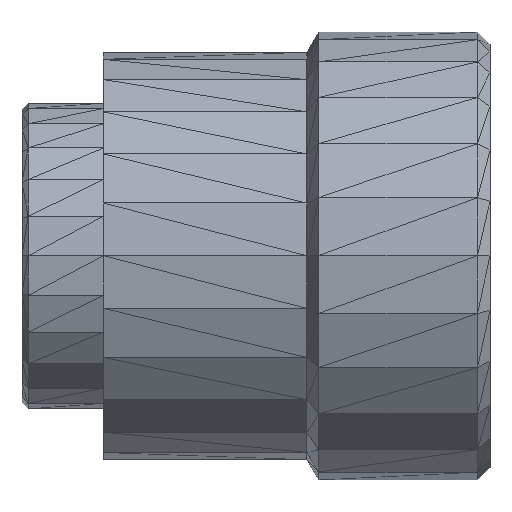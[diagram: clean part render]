
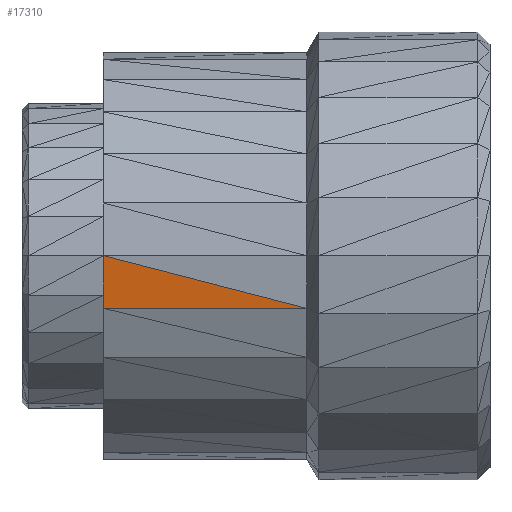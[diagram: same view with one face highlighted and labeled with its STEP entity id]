
A CAD part, top view. The second image highlights one B-rep face of the part: STEP entity #17310.
In plain terms, the highlighted planar face has unit normal (0, -0.131, 0.991).
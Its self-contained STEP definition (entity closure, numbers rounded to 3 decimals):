
#13759 = VERTEX_POINT('',#13760);
#13760 = CARTESIAN_POINT('',(0.118,0.324,
    0.618));
#14945 = PLANE('',#14946);
#14946 = AXIS2_PLACEMENT_3D('',#14947,#14948,#14949);
#14947 = CARTESIAN_POINT('',(0.281,0.302,0.615)
  );
#14948 = DIRECTION('',(0.,-0.131,0.991)
  );
#14949 = DIRECTION('',(0.,0.991,0.131));
#15846 = VERTEX_POINT('',#15847);
#15847 = CARTESIAN_POINT('',(0.412,0.247,
    0.608));
#16155 = PLANE('',#16156);
#16156 = AXIS2_PLACEMENT_3D('',#16157,#16158,#16159);
#16157 = CARTESIAN_POINT('',(0.118,0.281,0.587
    ));
#16158 = DIRECTION('',(-1.,0.,0.));
#16159 = DIRECTION('',(0.,0.,-1.));
#16172 = EDGE_CURVE('',#13759,#15846,#16173,.T.);
#16173 = SURFACE_CURVE('',#16174,(#16178,#16185),.PCURVE_S1.);
#16174 = LINE('',#16175,#16176);
#16175 = CARTESIAN_POINT('',(0.118,0.324,
    0.618));
#16176 = VECTOR('',#16177,1.);
#16177 = DIRECTION('',(0.968,-0.25,
    -0.033));
#16178 = PCURVE('',#14945,#16179);
#16179 = DEFINITIONAL_REPRESENTATION('',(#16180),#16184);
#16180 = LINE('',#16181,#16182);
#16181 = CARTESIAN_POINT('',(0.022,0.164));
#16182 = VECTOR('',#16183,1.);
#16183 = DIRECTION('',(-0.253,-0.968));
#16184 = ( GEOMETRIC_REPRESENTATION_CONTEXT(2) 
PARAMETRIC_REPRESENTATION_CONTEXT() REPRESENTATION_CONTEXT('2D SPACE',''
  ) );
#16185 = PCURVE('',#16186,#16191);
#16186 = PLANE('',#16187);
#16187 = AXIS2_PLACEMENT_3D('',#16188,#16189,#16190);
#16188 = CARTESIAN_POINT('',(0.248,0.269,
    0.61));
#16189 = DIRECTION('',(0.,-0.131,
    0.991));
#16190 = DIRECTION('',(0.,0.991,0.131));
#16191 = DEFINITIONAL_REPRESENTATION('',(#16192),#16196);
#16192 = LINE('',#16193,#16194);
#16193 = CARTESIAN_POINT('',(0.055,0.13));
#16194 = VECTOR('',#16195,1.);
#16195 = DIRECTION('',(-0.253,-0.968));
#16196 = ( GEOMETRIC_REPRESENTATION_CONTEXT(2) 
PARAMETRIC_REPRESENTATION_CONTEXT() REPRESENTATION_CONTEXT('2D SPACE',''
  ) );
#17262 = VERTEX_POINT('',#17263);
#17263 = CARTESIAN_POINT('',(0.118,0.247,
    0.608));
#17289 = EDGE_CURVE('',#17262,#13759,#17290,.T.);
#17290 = SURFACE_CURVE('',#17291,(#17295,#17302),.PCURVE_S1.);
#17291 = LINE('',#17292,#17293);
#17292 = CARTESIAN_POINT('',(0.118,0.247,
    0.608));
#17293 = VECTOR('',#17294,1.);
#17294 = DIRECTION('',(0.,0.991,0.131));
#17295 = PCURVE('',#16155,#17296);
#17296 = DEFINITIONAL_REPRESENTATION('',(#17297),#17301);
#17297 = LINE('',#17298,#17299);
#17298 = CARTESIAN_POINT('',(-0.021,0.033));
#17299 = VECTOR('',#17300,1.);
#17300 = DIRECTION('',(-0.131,-0.991));
#17301 = ( GEOMETRIC_REPRESENTATION_CONTEXT(2) 
PARAMETRIC_REPRESENTATION_CONTEXT() REPRESENTATION_CONTEXT('2D SPACE',''
  ) );
#17302 = PCURVE('',#16186,#17303);
#17303 = DEFINITIONAL_REPRESENTATION('',(#17304),#17308);
#17304 = LINE('',#17305,#17306);
#17305 = CARTESIAN_POINT('',(-0.022,0.13));
#17306 = VECTOR('',#17307,1.);
#17307 = DIRECTION('',(1.,0.));
#17308 = ( GEOMETRIC_REPRESENTATION_CONTEXT(2) 
PARAMETRIC_REPRESENTATION_CONTEXT() REPRESENTATION_CONTEXT('2D SPACE',''
  ) );
#17310 = ADVANCED_FACE('',(#17311),#16186,.T.);
#17311 = FACE_BOUND('',#17312,.T.);
#17312 = EDGE_LOOP('',(#17313,#17314,#17340));
#17313 = ORIENTED_EDGE('',*,*,#17289,.F.);
#17314 = ORIENTED_EDGE('',*,*,#17315,.T.);
#17315 = EDGE_CURVE('',#17262,#15846,#17316,.T.);
#17316 = SURFACE_CURVE('',#17317,(#17321,#17328),.PCURVE_S1.);
#17317 = LINE('',#17318,#17319);
#17318 = CARTESIAN_POINT('',(0.118,0.247,
    0.608));
#17319 = VECTOR('',#17320,1.);
#17320 = DIRECTION('',(1.,0.,0.));
#17321 = PCURVE('',#16186,#17322);
#17322 = DEFINITIONAL_REPRESENTATION('',(#17323),#17327);
#17323 = LINE('',#17324,#17325);
#17324 = CARTESIAN_POINT('',(-0.022,0.13));
#17325 = VECTOR('',#17326,1.);
#17326 = DIRECTION('',(0.,-1.));
#17327 = ( GEOMETRIC_REPRESENTATION_CONTEXT(2) 
PARAMETRIC_REPRESENTATION_CONTEXT() REPRESENTATION_CONTEXT('2D SPACE',''
  ) );
#17328 = PCURVE('',#17329,#17334);
#17329 = PLANE('',#17330);
#17330 = AXIS2_PLACEMENT_3D('',#17331,#17332,#17333);
#17331 = CARTESIAN_POINT('',(0.281,0.227,0.599
    ));
#17332 = DIRECTION('',(0.,-0.383,0.924
    ));
#17333 = DIRECTION('',(0.,0.924,0.383));
#17334 = DEFINITIONAL_REPRESENTATION('',(#17335),#17339);
#17335 = LINE('',#17336,#17337);
#17336 = CARTESIAN_POINT('',(0.022,0.164));
#17337 = VECTOR('',#17338,1.);
#17338 = DIRECTION('',(0.,-1.));
#17339 = ( GEOMETRIC_REPRESENTATION_CONTEXT(2) 
PARAMETRIC_REPRESENTATION_CONTEXT() REPRESENTATION_CONTEXT('2D SPACE',''
  ) );
#17340 = ORIENTED_EDGE('',*,*,#16172,.F.);
